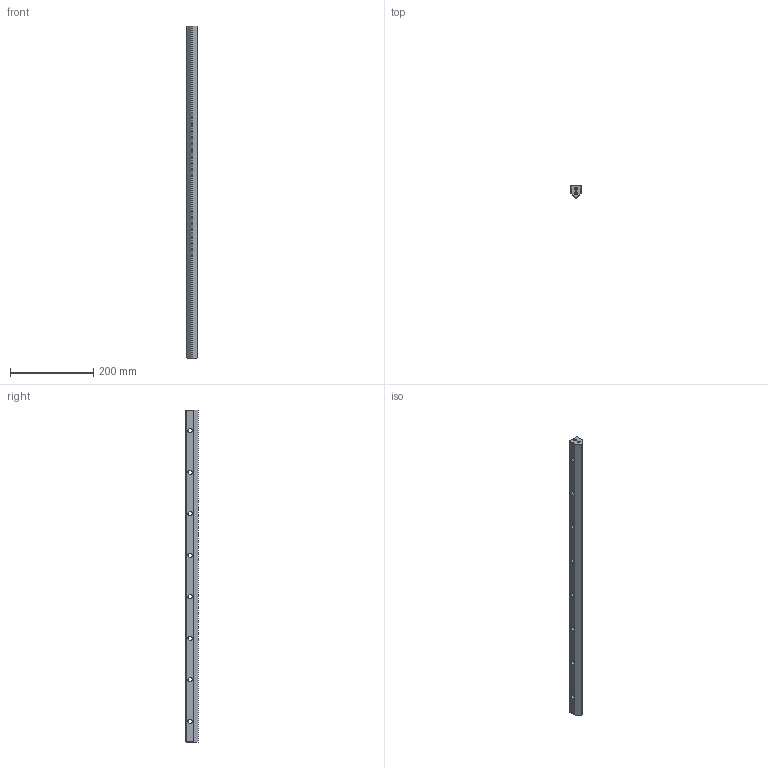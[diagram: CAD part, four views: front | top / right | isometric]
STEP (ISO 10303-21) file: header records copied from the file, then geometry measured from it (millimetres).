
FILE_DESCRIPTION(/* description */ (''),/* implementation_level */ '2;1');
FILE_NAME(/* name */ 'O2025_800.stp',/* time_stamp */ '2024-12-04T09:58:48+01:00',/* author */ (''),/* organization */ (''),/* preprocessor_version */ 'ST-DEVELOPER v16.7',/* originating_system */ 'SIEMENS PLM Software NX 12.0',/* authorisation */ '');
FILE_SCHEMA (('AUTOMOTIVE_DESIGN { 1 0 10303 214 3 1 1 1 }'));
Length unit declared in the file: millimetre
Products named in the file (1): NO2025_800_stp
Bounding box: 25 x 29 x 800 mm (x, y, z)
Volume: 461473.9 mm3; surface area: 83421.2 mm2
Topology: 1 solids, 1 shells, 409 faces, 1058 edges, 696 vertices
Faces by surface type: plane 231, bspline 90, cone 48, cylinder 40
Entity records: 14972 total; most frequent: CARTESIAN_POINT 3406, ORIENTED_EDGE 2116, DIRECTION 1678, EDGE_CURVE 1058, LINE 718, VECTOR 718, VERTEX_POINT 696, AXIS2_PLACEMENT_3D 480
